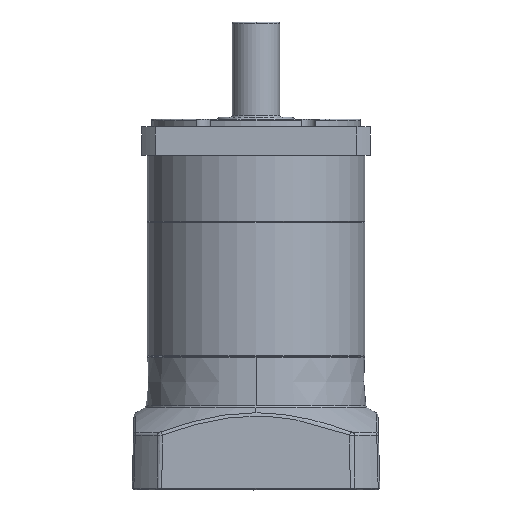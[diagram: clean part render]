
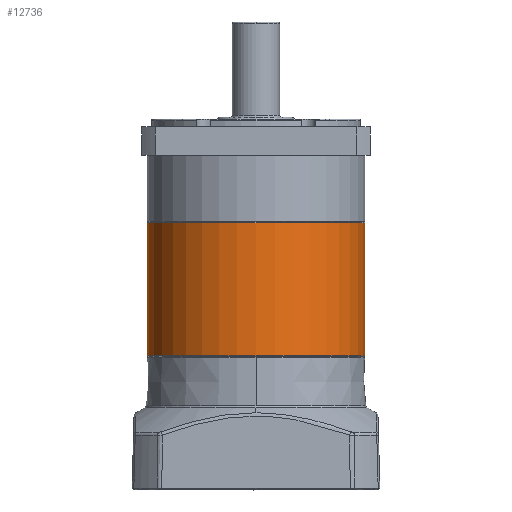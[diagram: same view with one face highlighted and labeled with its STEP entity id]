
A CAD part, front view. The second image highlights one B-rep face of the part: STEP entity #12736.
In plain terms, the highlighted cylindrical face has radius 57 mm (diameter 114 mm), a partial arc.
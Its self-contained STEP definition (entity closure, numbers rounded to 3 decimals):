
#831 = DIRECTION ( 'NONE',  ( -1., 0., 0. ) ) ;
#838 = DIRECTION ( 'NONE',  ( 0., 0., -1. ) ) ;
#896 = CARTESIAN_POINT ( 'NONE',  ( 0., 0., 70.2 ) ) ;
#2865 = ORIENTED_EDGE ( 'NONE', *, *, #31424, .F. ) ;
#3288 = VECTOR ( 'NONE', #44639, 1000. ) ;
#5348 = FACE_OUTER_BOUND ( 'NONE', #11280, .T. ) ;
#5649 = CYLINDRICAL_SURFACE ( 'NONE', #8707, 57. ) ;
#5782 = CARTESIAN_POINT ( 'NONE',  ( 0., -57., 70.2 ) ) ;
#6416 = CARTESIAN_POINT ( 'NONE',  ( 57., 0., 70.2 ) ) ;
#6899 = ORIENTED_EDGE ( 'NONE', *, *, #32767, .T. ) ;
#8707 = AXIS2_PLACEMENT_3D ( 'NONE', #28192, #37121, #24511 ) ;
#9170 = LINE ( 'NONE', #34632, #3288 ) ;
#11280 = EDGE_LOOP ( 'NONE', ( #2865, #34187, #6899, #38978, #18465 ) ) ;
#12736 = ADVANCED_FACE ( 'NONE', ( #5348 ), #5649, .T. ) ;
#13047 = CARTESIAN_POINT ( 'NONE',  ( -57., 0., 0.3 ) ) ;
#13407 = EDGE_CURVE ( 'NONE', #27564, #26243, #9170, .T. ) ;
#15191 = VERTEX_POINT ( 'NONE', #31008 ) ;
#16637 = DIRECTION ( 'NONE',  ( -1., 0., 0. ) ) ;
#16645 = DIRECTION ( 'NONE',  ( 0., 0., -1. ) ) ;
#16691 = CARTESIAN_POINT ( 'NONE',  ( 0., 0., 70.2 ) ) ;
#17072 = AXIS2_PLACEMENT_3D ( 'NONE', #44694, #44645, #44637 ) ;
#18465 = ORIENTED_EDGE ( 'NONE', *, *, #21832, .T. ) ;
#19123 = EDGE_CURVE ( 'NONE', #40217, #38764, #38429, .T. ) ;
#21832 = EDGE_CURVE ( 'NONE', #26243, #15191, #23718, .T. ) ;
#23718 = CIRCLE ( 'NONE', #17072, 57. ) ;
#24511 = DIRECTION ( 'NONE',  ( -1., 0., 0. ) ) ;
#26243 = VERTEX_POINT ( 'NONE', #13047 ) ;
#27247 = AXIS2_PLACEMENT_3D ( 'NONE', #16691, #16645, #16637 ) ;
#27564 = VERTEX_POINT ( 'NONE', #35203 ) ;
#28192 = CARTESIAN_POINT ( 'NONE',  ( 0., 0., 70.5 ) ) ;
#28513 = AXIS2_PLACEMENT_3D ( 'NONE', #896, #838, #831 ) ;
#31008 = CARTESIAN_POINT ( 'NONE',  ( 57., 0., 0.3 ) ) ;
#31424 = EDGE_CURVE ( 'NONE', #40217, #15191, #39130, .T. ) ;
#32767 = EDGE_CURVE ( 'NONE', #38764, #27564, #45490, .T. ) ;
#34187 = ORIENTED_EDGE ( 'NONE', *, *, #19123, .T. ) ;
#34632 = CARTESIAN_POINT ( 'NONE',  ( -57., 0., 70.5 ) ) ;
#35203 = CARTESIAN_POINT ( 'NONE',  ( -57., 0., 70.2 ) ) ;
#36149 = DIRECTION ( 'NONE',  ( 0., 0., -1. ) ) ;
#36420 = CARTESIAN_POINT ( 'NONE',  ( 57., 0., 70.5 ) ) ;
#37121 = DIRECTION ( 'NONE',  ( 0., 0., -1. ) ) ;
#38429 = CIRCLE ( 'NONE', #27247, 57. ) ;
#38764 = VERTEX_POINT ( 'NONE', #5782 ) ;
#38978 = ORIENTED_EDGE ( 'NONE', *, *, #13407, .T. ) ;
#39130 = LINE ( 'NONE', #36420, #39246 ) ;
#39246 = VECTOR ( 'NONE', #36149, 1000. ) ;
#40217 = VERTEX_POINT ( 'NONE', #6416 ) ;
#44637 = DIRECTION ( 'NONE',  ( -1., 0., 0. ) ) ;
#44639 = DIRECTION ( 'NONE',  ( 0., 0., -1. ) ) ;
#44645 = DIRECTION ( 'NONE',  ( 0., 0., 1. ) ) ;
#44694 = CARTESIAN_POINT ( 'NONE',  ( 0., 0., 0.3 ) ) ;
#45490 = CIRCLE ( 'NONE', #28513, 57. ) ;
